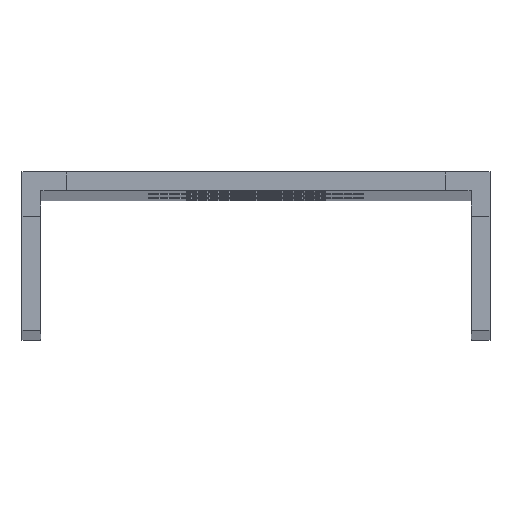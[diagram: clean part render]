
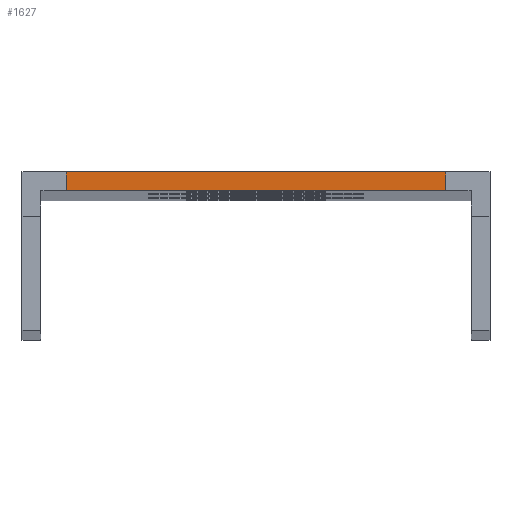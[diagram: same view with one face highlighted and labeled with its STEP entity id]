
A CAD part, top view. The second image highlights one B-rep face of the part: STEP entity #1627.
In plain terms, the highlighted planar face has unit normal (0, 0, 1).
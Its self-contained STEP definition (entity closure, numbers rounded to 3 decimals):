
#142=FACE_OUTER_BOUND('',#235,.T.);
#235=EDGE_LOOP('',(#1146,#1147,#1148,#1149));
#331=LINE('',#2330,#499);
#380=LINE('',#2487,#548);
#388=LINE('',#2502,#556);
#389=LINE('',#2504,#557);
#499=VECTOR('',#1875,10.);
#548=VECTOR('',#1992,10.);
#556=VECTOR('',#2004,10.);
#557=VECTOR('',#2007,10.);
#666=VERTEX_POINT('',#2327);
#667=VERTEX_POINT('',#2329);
#739=VERTEX_POINT('',#2481);
#746=VERTEX_POINT('',#2500);
#819=EDGE_CURVE('',#667,#666,#331,.T.);
#898=EDGE_CURVE('',#739,#667,#380,.T.);
#906=EDGE_CURVE('',#666,#746,#388,.T.);
#907=EDGE_CURVE('',#739,#746,#389,.T.);
#1146=ORIENTED_EDGE('',*,*,#906,.T.);
#1147=ORIENTED_EDGE('',*,*,#907,.F.);
#1148=ORIENTED_EDGE('',*,*,#898,.T.);
#1149=ORIENTED_EDGE('',*,*,#819,.T.);
#1500=PLANE('',#1758);
#1627=ADVANCED_FACE('',(#142),#1500,.T.);
#1758=AXIS2_PLACEMENT_3D('',#2503,#2005,#2006);
#1875=DIRECTION('',(-1.,0.,0.));
#1992=DIRECTION('',(0.,1.,0.));
#2004=DIRECTION('',(0.,-1.,0.));
#2005=DIRECTION('center_axis',(0.,0.,
1.));
#2006=DIRECTION('ref_axis',(1.,0.,0.));
#2007=DIRECTION('',(-1.,0.,0.));
#2327=CARTESIAN_POINT('',(-43.201,1.5,0.));
#2329=CARTESIAN_POINT('',(-13.199,1.5,0.));
#2330=CARTESIAN_POINT('',(0.,1.5,0.));
#2481=CARTESIAN_POINT('',(-13.199,0.,0.));
#2487=CARTESIAN_POINT('',(-13.199,0.75,0.));
#2500=CARTESIAN_POINT('',(-43.201,0.,0.));
#2502=CARTESIAN_POINT('',(-43.201,0.75,0.));
#2503=CARTESIAN_POINT('Origin',(-6.949,-2.,0.));
#2504=CARTESIAN_POINT('',(0.,0.,0.));
